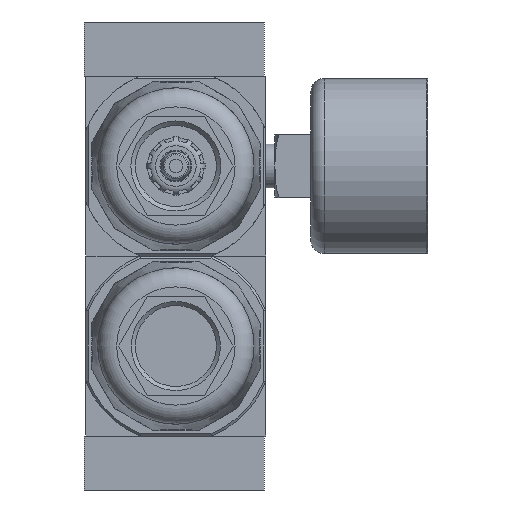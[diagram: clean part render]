
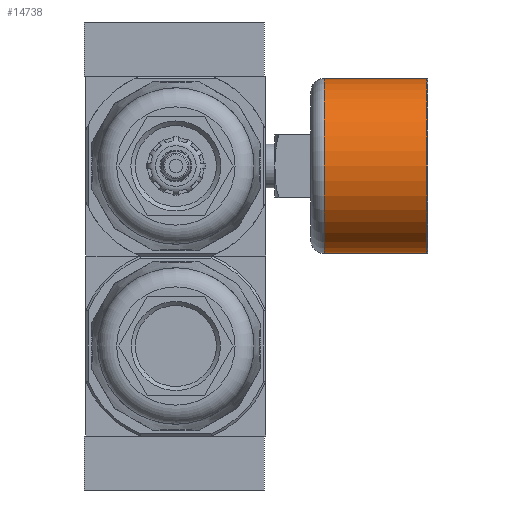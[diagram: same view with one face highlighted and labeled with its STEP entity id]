
A CAD part, front view. The second image highlights one B-rep face of the part: STEP entity #14738.
In plain terms, the highlighted cylindrical face has radius 19.5 mm (diameter 39 mm), a full revolution.
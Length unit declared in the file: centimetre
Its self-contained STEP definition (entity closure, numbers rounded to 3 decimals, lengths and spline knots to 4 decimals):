
#2970=FACE_BOUND($,#4862,.T.);
#3213=CYLINDRICAL_SURFACE($,#16084,1.95);
#3797=FACE_OUTER_BOUND($,#4861,.T.);
#4861=EDGE_LOOP($,(#11849));
#4862=EDGE_LOOP($,(#11850));
#5838=CIRCLE($,#16083,1.95);
#5839=CIRCLE($,#16085,1.95);
#6944=VERTEX_POINT($,#24599);
#6945=VERTEX_POINT($,#24602);
#8726=EDGE_CURVE($,#6944,#6944,#5838,.T.);
#8727=EDGE_CURVE($,#6945,#6945,#5839,.T.);
#11849=ORIENTED_EDGE($,*,*,#8727,.F.);
#11850=ORIENTED_EDGE($,*,*,#8726,.T.);
#14738=ADVANCED_FACE($,(#3797,#2970),#3213,.T.);
#16083=AXIS2_PLACEMENT_3D($,#24600,#19130,#19131);
#16084=AXIS2_PLACEMENT_3D($,#24601,#19132,#19133);
#16085=AXIS2_PLACEMENT_3D($,#24603,#19134,#19135);
#19130=DIRECTION('center_axis',(-1.,0.,0.));
#19131=DIRECTION('ref_axis',(0.,0.,-1.));
#19132=DIRECTION('center_axis',(1.,0.,0.));
#19133=DIRECTION('ref_axis',(0.,0.,-1.));
#19134=DIRECTION('center_axis',(-1.,0.,0.));
#19135=DIRECTION('ref_axis',(0.,0.,-1.));
#24599=CARTESIAN_POINT('',(5.58,0.,-3.95));
#24600=CARTESIAN_POINT('Origin',(5.58,0.,-2.));
#24601=CARTESIAN_POINT('Origin',(3.,0.,-2.));
#24602=CARTESIAN_POINT('',(3.3,0.,-3.95));
#24603=CARTESIAN_POINT('Origin',(3.3,0.,-2.));
